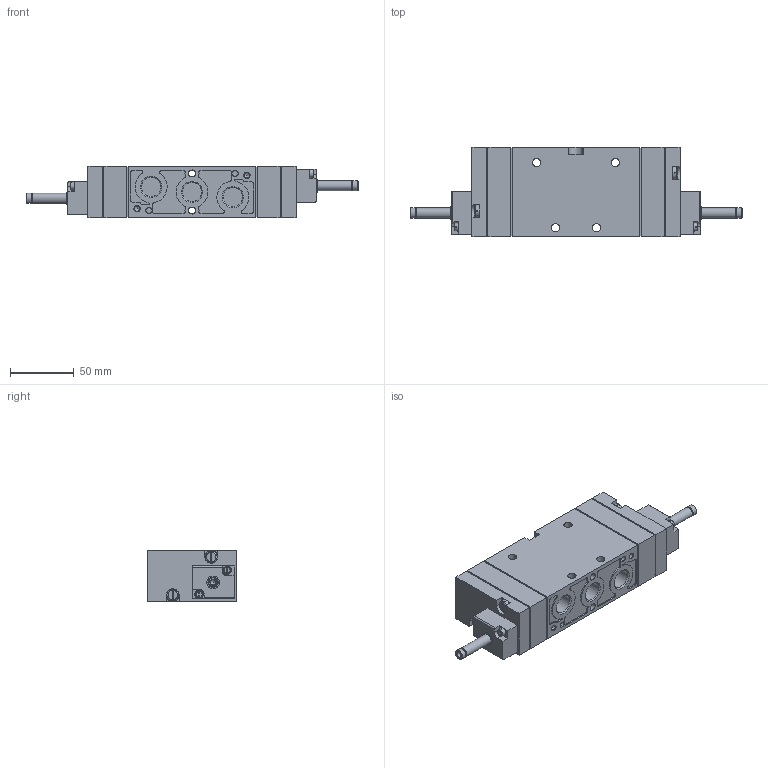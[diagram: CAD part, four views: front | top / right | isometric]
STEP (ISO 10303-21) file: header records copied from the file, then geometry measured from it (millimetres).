
FILE_DESCRIPTION(/* description */ ('STEP AP214'),/* implementation_level */ '2;1');
FILE_NAME(/* name */ '31318_MFH-5_3E-3_8-S-B',/* time_stamp */ '2024-09-05T08:22:04+02:00',/* author */ ('License CC BY-ND 4.0'),/* organization */ ('CADENAS'),/* preprocessor_version */ 'ST-DEVELOPER v19.3',/* originating_system */ 'PARTsolutions',/* authorisation */ ' ');
FILE_SCHEMA (('AP242_MANAGED_MODEL_BASED_3D_ENGINEERING_MIM_LF { 1 0 10303 442 3 1 4 }','AUTOMOTIVE_DESIGN {1 0 10303 214 3 1 1}'));
Length unit declared in the file: millimetre
Products named in the file (1): 31318 MFH-5/3E-3/8-S-B
Bounding box: 260 x 70 x 40 mm (x, y, z)
Volume: 447520.1 mm3; surface area: 62530.7 mm2
Topology: 1 solids, 1 shells, 368 faces, 947 edges, 627 vertices
Faces by surface type: plane 202, cylinder 125, cone 25, torus 16
Full cylindrical faces by diameter (mm): 4 x2, 4.134 x4, 5.5 x2, 6.5 x4, 7 x2, 8 x4, 8.566 x2, 10 x2, 14.95 x5
Entity records: 11004 total; most frequent: CARTESIAN_POINT 2087, DIRECTION 1872, ORIENTED_EDGE 1758, EDGE_CURVE 879, AXIS2_PLACEMENT_3D 692, VERTEX_POINT 615, LINE 488, VECTOR 488
